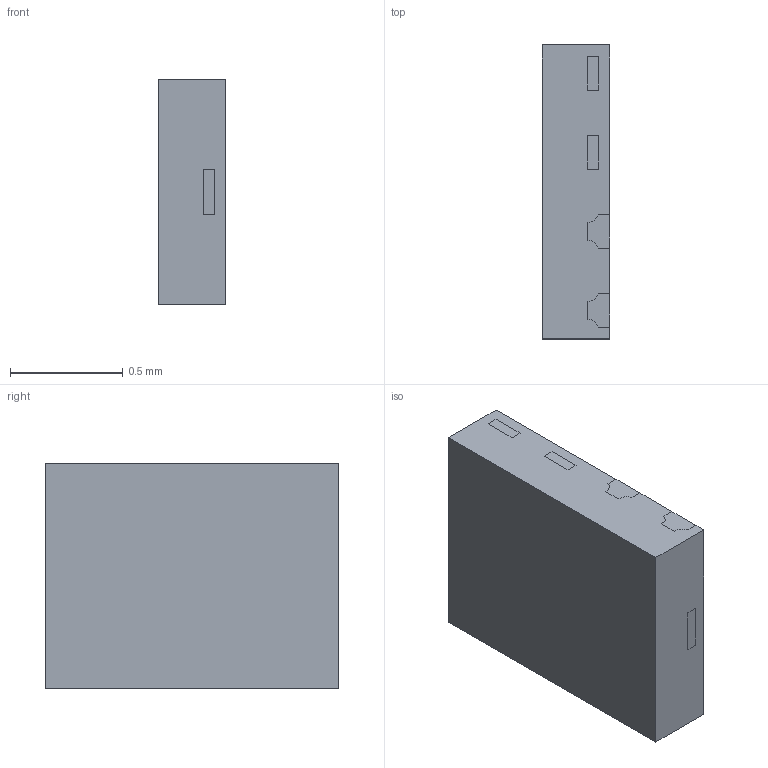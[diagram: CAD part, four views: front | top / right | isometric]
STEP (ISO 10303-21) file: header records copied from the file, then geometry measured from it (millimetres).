
FILE_DESCRIPTION(/* description */ (''),/* implementation_level */ '2;1');
FILE_NAME(/* name */ 'DFN1310H3-6_STP',/* time_stamp */ '2020-09-21T16:43:25+08:00',/* author */ ('Wei Wu'),/* organization */ ('Diodes'),/* preprocessor_version */ 'ST-DEVELOPER v16.7',/* originating_system */ 'DEX',/* authorisation */ $);
FILE_SCHEMA (('AUTOMOTIVE_DESIGN {1 0 10303 214 3 1 1}'));
Length unit declared in the file: millimetre
Products named in the file (3): DFN1310H3-6; CP; LF
Assembly tree (2 placements, depth 2):
  DFN1310H3-6
    CP
    LF
Bounding box: 0.3 x 1.3 x 1 mm (x, y, z)
Volume: 0.4 mm3; surface area: 8 mm2
Topology: 7 solids, 7 shells, 254 faces, 696 edges, 456 vertices
Faces by surface type: plane 170, cylinder 84
Entity records: 9024 total; most frequent: CARTESIAN_POINT 1409, ORIENTED_EDGE 1392, DIRECTION 1378, EDGE_CURVE 696, LINE 528, VECTOR 528, VERTEX_POINT 456, AXIS2_PLACEMENT_3D 425
